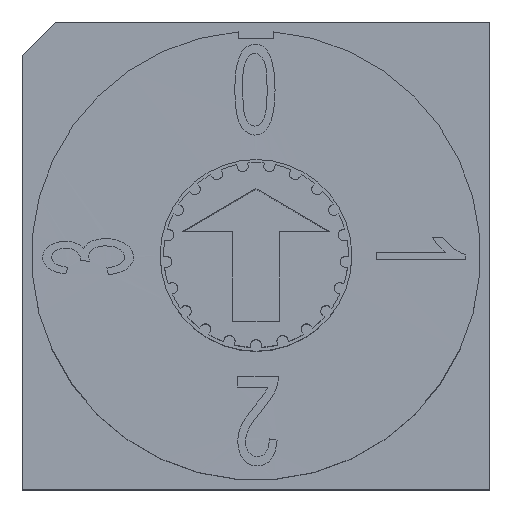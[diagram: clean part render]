
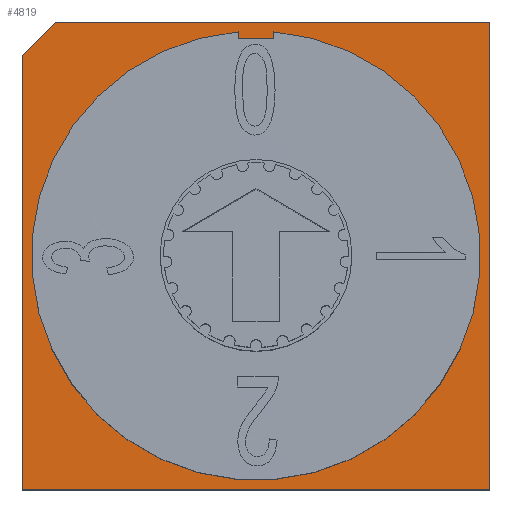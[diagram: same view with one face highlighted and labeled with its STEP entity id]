
A CAD part, top view. The second image highlights one B-rep face of the part: STEP entity #4819.
In plain terms, the highlighted planar face has unit normal (0, 0, 1).
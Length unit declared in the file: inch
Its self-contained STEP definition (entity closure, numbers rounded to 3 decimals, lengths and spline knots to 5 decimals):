
#4720=CARTESIAN_POINT('',(-0.19685,0.16901,0.06004));
#4721=VERTEX_POINT('',#4720);
#4728=CARTESIAN_POINT('',(-0.16901,0.19685,0.06004));
#4729=VERTEX_POINT('',#4728);
#4730=CARTESIAN_POINT('',(-0.16901,0.19685,0.06004));
#4731=DIRECTION('',(-0.707,-0.707,0.0));
#4732=VECTOR('',#4731,0.03937);
#4733=LINE('',#4730,#4732);
#4734=EDGE_CURVE('',#4729,#4721,#4733,.T.);
#4746=CARTESIAN_POINT('',(-0.21654,-0.21654,0.06004));
#4747=DIRECTION('',(0.0,0.0,1.0));
#4748=DIRECTION('',(1.0,0.0,0.0));
#4749=AXIS2_PLACEMENT_3D('',#4746,#4747,#4748);
#4750=PLANE('',#4749);
#4751=ORIENTED_EDGE('',*,*,#4734,.T.);
#4752=CARTESIAN_POINT('',(-0.19685,-0.19685,0.06004));
#4753=VERTEX_POINT('',#4752);
#4754=CARTESIAN_POINT('',(-0.19685,-0.19685,0.06004));
#4755=DIRECTION('',(0.0,1.0,0.0));
#4756=VECTOR('',#4755,0.36586);
#4757=LINE('',#4754,#4756);
#4758=EDGE_CURVE('',#4753,#4721,#4757,.T.);
#4759=ORIENTED_EDGE('',*,*,#4758,.F.);
#4760=CARTESIAN_POINT('',(0.19685,-0.19685,0.06004));
#4761=VERTEX_POINT('',#4760);
#4762=CARTESIAN_POINT('',(0.19685,-0.19685,0.06004));
#4763=DIRECTION('',(-1.0,0.0,0.0));
#4764=VECTOR('',#4763,0.3937);
#4765=LINE('',#4762,#4764);
#4766=EDGE_CURVE('',#4761,#4753,#4765,.T.);
#4767=ORIENTED_EDGE('',*,*,#4766,.F.);
#4768=CARTESIAN_POINT('',(0.19685,0.19685,0.06004));
#4769=VERTEX_POINT('',#4768);
#4770=CARTESIAN_POINT('',(0.19685,0.19685,0.06004));
#4771=DIRECTION('',(0.0,-1.0,0.0));
#4772=VECTOR('',#4771,0.3937);
#4773=LINE('',#4770,#4772);
#4774=EDGE_CURVE('',#4769,#4761,#4773,.T.);
#4775=ORIENTED_EDGE('',*,*,#4774,.F.);
#4776=CARTESIAN_POINT('',(-0.16901,0.19685,0.06004));
#4777=DIRECTION('',(1.0,0.0,0.0));
#4778=VECTOR('',#4777,0.36586);
#4779=LINE('',#4776,#4778);
#4780=EDGE_CURVE('',#4729,#4769,#4779,.T.);
#4781=ORIENTED_EDGE('',*,*,#4780,.F.);
#4782=EDGE_LOOP('',(#4751,#4759,#4767,#4775,#4781));
#4783=FACE_OUTER_BOUND('',#4782,.T.);
#4784=CARTESIAN_POINT('',(0.01496,0.18283,0.06004));
#4785=VERTEX_POINT('',#4784);
#4786=CARTESIAN_POINT('',(0.01496,0.18838,0.06004));
#4787=VERTEX_POINT('',#4786);
#4788=CARTESIAN_POINT('',(0.01496,0.18283,0.06004));
#4789=DIRECTION('',(0.0,1.0,0.0));
#4790=VECTOR('',#4789,0.00555);
#4791=LINE('',#4788,#4790);
#4792=EDGE_CURVE('',#4785,#4787,#4791,.T.);
#4793=ORIENTED_EDGE('',*,*,#4792,.T.);
#4794=CARTESIAN_POINT('',(-0.01496,0.18838,0.06004));
#4795=VERTEX_POINT('',#4794);
#4796=CARTESIAN_POINT('',(0.,0.0,0.06004));
#4797=DIRECTION('',(0.0,0.0,-1.0));
#4798=DIRECTION('',(0.079,-0.997,0.0));
#4799=AXIS2_PLACEMENT_3D('',#4796,#4797,#4798);
#4800=CIRCLE('',#4799,0.18898);
#4801=EDGE_CURVE('',#4787,#4795,#4800,.T.);
#4802=ORIENTED_EDGE('',*,*,#4801,.T.);
#4803=CARTESIAN_POINT('',(-0.01496,0.18283,0.06004));
#4804=VERTEX_POINT('',#4803);
#4805=CARTESIAN_POINT('',(-0.01496,0.18838,0.06004));
#4806=DIRECTION('',(0.0,-1.0,0.0));
#4807=VECTOR('',#4806,0.00555);
#4808=LINE('',#4805,#4807);
#4809=EDGE_CURVE('',#4795,#4804,#4808,.T.);
#4810=ORIENTED_EDGE('',*,*,#4809,.T.);
#4811=CARTESIAN_POINT('',(-0.01496,0.18283,0.06004));
#4812=DIRECTION('',(1.0,0.0,0.0));
#4813=VECTOR('',#4812,0.02992);
#4814=LINE('',#4811,#4813);
#4815=EDGE_CURVE('',#4804,#4785,#4814,.T.);
#4816=ORIENTED_EDGE('',*,*,#4815,.T.);
#4817=EDGE_LOOP('',(#4793,#4802,#4810,#4816));
#4818=FACE_BOUND('',#4817,.T.);
#4819=ADVANCED_FACE('',(#4783,#4818),#4750,.T.);
